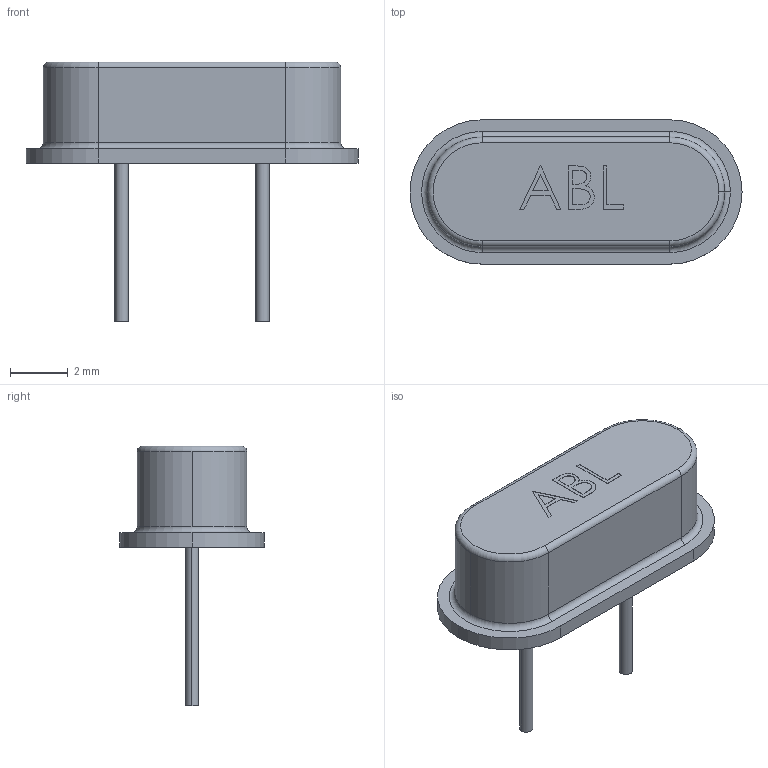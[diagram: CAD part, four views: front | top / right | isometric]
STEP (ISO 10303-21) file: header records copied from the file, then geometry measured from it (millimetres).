
FILE_DESCRIPTION (( 'STEP AP214' ), '1' );
FILE_NAME ('ABL.STEP', '2013-08-01T04:52:32', ( '' ), ( '' ), 'SwSTEP 2.0', 'SolidWorks 2012', '' );
FILE_SCHEMA (( 'AUTOMOTIVE_DESIGN' ));
Length unit declared in the file: millimetre
Products named in the file (1): ABL
Bounding box: 11.5 x 5 x 9 mm (x, y, z)
Volume: 136 mm3; surface area: 205.1 mm2
Topology: 1 solids, 1 shells, 70 faces, 169 edges, 110 vertices
Faces by surface type: plane 41, cylinder 14, bspline 9, torus 6
Entity records: 2977 total; most frequent: CARTESIAN_POINT 911, ORIENTED_EDGE 338, DIRECTION 313, EDGE_CURVE 169, VECTOR 113, LINE 113, VERTEX_POINT 110, AXIS2_PLACEMENT_3D 100
